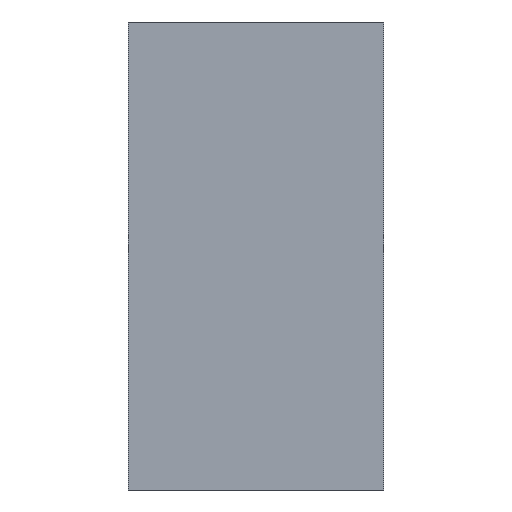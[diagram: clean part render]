
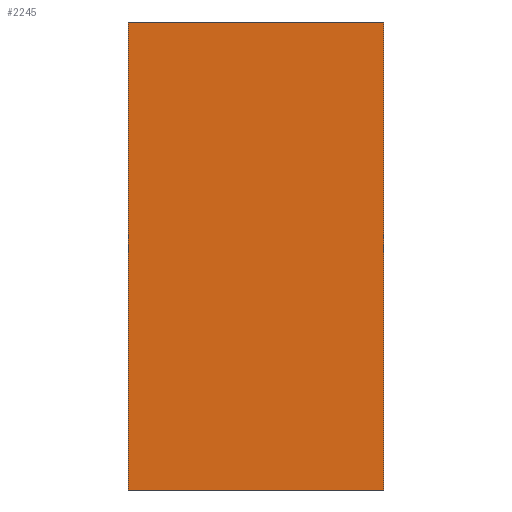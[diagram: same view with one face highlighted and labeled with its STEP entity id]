
A CAD part, left-side view. The second image highlights one B-rep face of the part: STEP entity #2245.
In plain terms, the highlighted planar face has unit normal (-1, 0, 0).
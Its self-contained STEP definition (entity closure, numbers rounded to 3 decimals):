
#153 = EDGE_CURVE ( 'NONE', #6026, #1462, #7073, .T. ) ;
#290 = LINE ( 'NONE', #3962, #8143 ) ;
#474 = CARTESIAN_POINT ( 'NONE',  ( -4.8, 1.2, -1.1 ) ) ;
#559 = LINE ( 'NONE', #5936, #8130 ) ;
#741 = DIRECTION ( 'NONE',  ( 0., 0., 1. ) ) ;
#1078 = VERTEX_POINT ( 'NONE', #4555 ) ;
#1214 = CARTESIAN_POINT ( 'NONE',  ( -4.8, 1.2, -1.1 ) ) ;
#1263 = ORIENTED_EDGE ( 'NONE', *, *, #6311, .F. ) ;
#1462 = VERTEX_POINT ( 'NONE', #6746 ) ;
#1681 = ORIENTED_EDGE ( 'NONE', *, *, #4343, .T. ) ;
#2245 = ADVANCED_FACE ( 'NONE', ( #3808 ), #6454, .T. ) ;
#2254 = AXIS2_PLACEMENT_3D ( 'NONE', #2512, #3138, #4896 ) ;
#2416 = EDGE_CURVE ( 'NONE', #1078, #7623, #290, .T. ) ;
#2512 = CARTESIAN_POINT ( 'NONE',  ( -4.8, 1.2, -1.1 ) ) ;
#2846 = VECTOR ( 'NONE', #7683, 1000. ) ;
#3138 = DIRECTION ( 'NONE',  ( -1., 0., 0. ) ) ;
#3808 = FACE_OUTER_BOUND ( 'NONE', #7098, .T. ) ;
#3962 = CARTESIAN_POINT ( 'NONE',  ( -4.8, 0., -1.1 ) ) ;
#4343 = EDGE_CURVE ( 'NONE', #7623, #1462, #559, .T. ) ;
#4434 = CARTESIAN_POINT ( 'NONE',  ( -4.8, 1.2, -1.1 ) ) ;
#4545 = DIRECTION ( 'NONE',  ( 0., 1., 0. ) ) ;
#4555 = CARTESIAN_POINT ( 'NONE',  ( -4.8, 0., -1.1 ) ) ;
#4640 = ORIENTED_EDGE ( 'NONE', *, *, #153, .F. ) ;
#4896 = DIRECTION ( 'NONE',  ( 0., 0., -1. ) ) ;
#5024 = CARTESIAN_POINT ( 'NONE',  ( -4.8, 0., 1.1 ) ) ;
#5708 = DIRECTION ( 'NONE',  ( 0., 0., 1. ) ) ;
#5936 = CARTESIAN_POINT ( 'NONE',  ( -4.8, 1.2, 1.1 ) ) ;
#6026 = VERTEX_POINT ( 'NONE', #4434 ) ;
#6311 = EDGE_CURVE ( 'NONE', #1078, #6026, #6645, .T. ) ;
#6454 = PLANE ( 'NONE',  #2254 ) ;
#6645 = LINE ( 'NONE', #1214, #2846 ) ;
#6746 = CARTESIAN_POINT ( 'NONE',  ( -4.8, 1.2, 1.1 ) ) ;
#6969 = VECTOR ( 'NONE', #5708, 1000. ) ;
#7073 = LINE ( 'NONE', #474, #6969 ) ;
#7098 = EDGE_LOOP ( 'NONE', ( #1681, #4640, #1263, #8104 ) ) ;
#7623 = VERTEX_POINT ( 'NONE', #5024 ) ;
#7683 = DIRECTION ( 'NONE',  ( 0., 1., 0. ) ) ;
#8104 = ORIENTED_EDGE ( 'NONE', *, *, #2416, .T. ) ;
#8130 = VECTOR ( 'NONE', #4545, 1000. ) ;
#8143 = VECTOR ( 'NONE', #741, 1000. ) ;
